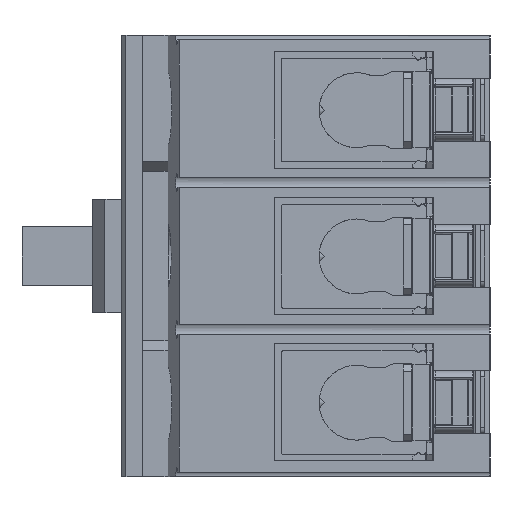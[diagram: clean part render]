
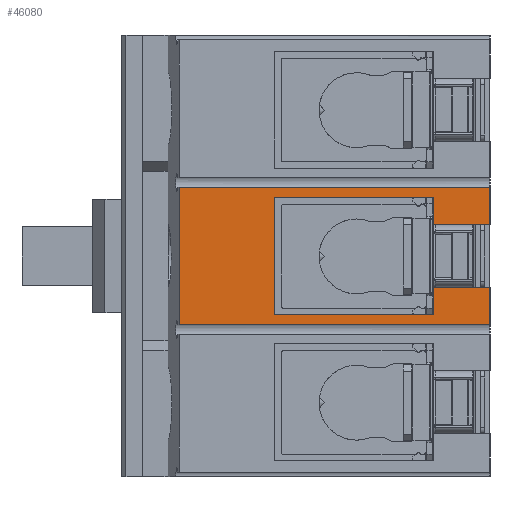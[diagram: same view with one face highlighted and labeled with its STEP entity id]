
A CAD part, left-side view. The second image highlights one B-rep face of the part: STEP entity #46080.
In plain terms, the highlighted planar face has unit normal (-1, 0, 0).
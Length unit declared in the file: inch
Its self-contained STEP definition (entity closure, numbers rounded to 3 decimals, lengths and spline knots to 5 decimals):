
#423 = VECTOR ( 'NONE', #61735, 39.37008 ) ;
#1060 = VECTOR ( 'NONE', #14584, 39.37008 ) ;
#1506 = EDGE_CURVE ( 'NONE', #58174, #4240, #36327, .T. ) ;
#2009 = PLANE ( 'NONE',  #32997 ) ;
#2457 = VECTOR ( 'NONE', #75909, 39.37008 ) ;
#3410 = DIRECTION ( 'NONE',  ( 0., 0., 1. ) ) ;
#4174 = VECTOR ( 'NONE', #53512, 39.37008 ) ;
#4240 = VERTEX_POINT ( 'NONE', #33096 ) ;
#5419 = EDGE_CURVE ( 'NONE', #28111, #58470, #54430, .T. ) ;
#5458 = EDGE_CURVE ( 'NONE', #58470, #58174, #54829, .T. ) ;
#7058 = DIRECTION ( 'NONE',  ( 0., -1., 0. ) ) ;
#7261 = VERTEX_POINT ( 'NONE', #65958 ) ;
#7339 = EDGE_LOOP ( 'NONE', ( #36139, #23120, #46612, #63288, #53559, #70309, #54789, #40989, #10255, #57995, #53126, #50726 ) ) ;
#7360 = CARTESIAN_POINT ( 'NONE',  ( -3.74016, 0., -0.29528 ) ) ;
#9451 = CARTESIAN_POINT ( 'NONE',  ( -3.74016, 0., 0.29528 ) ) ;
#10255 = ORIENTED_EDGE ( 'NONE', *, *, #49356, .T. ) ;
#12805 = CARTESIAN_POINT ( 'NONE',  ( -3.74016, 2.01181, -2.06693 ) ) ;
#12836 = VECTOR ( 'NONE', #7058, 39.37008 ) ;
#13960 = DIRECTION ( 'NONE',  ( -1., 0., 0. ) ) ;
#13964 = CARTESIAN_POINT ( 'NONE',  ( -3.74016, 0., -0.54724 ) ) ;
#14584 = DIRECTION ( 'NONE',  ( 0., 0., -1. ) ) ;
#14725 = DIRECTION ( 'NONE',  ( 0., 0., -1. ) ) ;
#16346 = VERTEX_POINT ( 'NONE', #40681 ) ;
#19207 = VERTEX_POINT ( 'NONE', #69796 ) ;
#23066 = CARTESIAN_POINT ( 'NONE',  ( -3.74016, 0., 0.54724 ) ) ;
#23120 = ORIENTED_EDGE ( 'NONE', *, *, #5458, .T. ) ;
#25189 = CARTESIAN_POINT ( 'NONE',  ( -3.74016, 0., -0.6437 ) ) ;
#26384 = CARTESIAN_POINT ( 'NONE',  ( -3.74016, 0., 0. ) ) ;
#26771 = CARTESIAN_POINT ( 'NONE',  ( -3.74016, 2.01181, -0.54724 ) ) ;
#28111 = VERTEX_POINT ( 'NONE', #66447 ) ;
#28812 = LINE ( 'NONE', #26384, #60396 ) ;
#29224 = LINE ( 'NONE', #23066, #4174 ) ;
#30448 = VECTOR ( 'NONE', #32961, 39.37008 ) ;
#31409 = DIRECTION ( 'NONE',  ( 0., 0., 1. ) ) ;
#31891 = LINE ( 'NONE', #73484, #54335 ) ;
#32470 = VECTOR ( 'NONE', #14725, 39.37008 ) ;
#32961 = DIRECTION ( 'NONE',  ( 0., -1., 0. ) ) ;
#32997 = AXIS2_PLACEMENT_3D ( 'NONE', #72535, #13960, #3410 ) ;
#33096 = CARTESIAN_POINT ( 'NONE',  ( -3.74016, 2.01181, 0.54724 ) ) ;
#33810 = VERTEX_POINT ( 'NONE', #72483 ) ;
#34347 = CARTESIAN_POINT ( 'NONE',  ( -3.74016, 2.90669, 0.6437 ) ) ;
#36139 = ORIENTED_EDGE ( 'NONE', *, *, #5419, .T. ) ;
#36327 = LINE ( 'NONE', #12805, #39319 ) ;
#36375 = LINE ( 'NONE', #25189, #12836 ) ;
#36458 = EDGE_CURVE ( 'NONE', #4240, #7261, #29224, .T. ) ;
#36714 = CARTESIAN_POINT ( 'NONE',  ( -3.74016, 0.52441, -2.06693 ) ) ;
#38113 = VERTEX_POINT ( 'NONE', #63983 ) ;
#38780 = VECTOR ( 'NONE', #47851, 39.37008 ) ;
#39319 = VECTOR ( 'NONE', #59833, 39.37008 ) ;
#40681 = CARTESIAN_POINT ( 'NONE',  ( -3.74016, 2.90669, -0.6437 ) ) ;
#40989 = ORIENTED_EDGE ( 'NONE', *, *, #47864, .T. ) ;
#41093 = DIRECTION ( 'NONE',  ( 0., 0., 1. ) ) ;
#42225 = VECTOR ( 'NONE', #41093, 39.37008 ) ;
#43881 = LINE ( 'NONE', #67377, #1060 ) ;
#44733 = EDGE_CURVE ( 'NONE', #48141, #19207, #74560, .T. ) ;
#46080 = ADVANCED_FACE ( 'NONE', ( #54824 ), #2009, .T. ) ;
#46612 = ORIENTED_EDGE ( 'NONE', *, *, #1506, .T. ) ;
#47851 = DIRECTION ( 'NONE',  ( 0., 1., 0. ) ) ;
#47864 = EDGE_CURVE ( 'NONE', #64165, #51465, #75160, .T. ) ;
#48141 = VERTEX_POINT ( 'NONE', #63889 ) ;
#48581 = EDGE_CURVE ( 'NONE', #19207, #64165, #28812, .T. ) ;
#49356 = EDGE_CURVE ( 'NONE', #51465, #16346, #31891, .T. ) ;
#50373 = DIRECTION ( 'NONE',  ( 0., 0., -1. ) ) ;
#50726 = ORIENTED_EDGE ( 'NONE', *, *, #55278, .T. ) ;
#51465 = VERTEX_POINT ( 'NONE', #34347 ) ;
#51902 = LINE ( 'NONE', #57695, #42225 ) ;
#52090 = LINE ( 'NONE', #7360, #38780 ) ;
#53126 = ORIENTED_EDGE ( 'NONE', *, *, #69923, .T. ) ;
#53512 = DIRECTION ( 'NONE',  ( 0., -1., 0. ) ) ;
#53559 = ORIENTED_EDGE ( 'NONE', *, *, #75627, .T. ) ;
#54335 = VECTOR ( 'NONE', #50373, 39.37008 ) ;
#54430 = LINE ( 'NONE', #36714, #32470 ) ;
#54789 = ORIENTED_EDGE ( 'NONE', *, *, #48581, .T. ) ;
#54824 = FACE_OUTER_BOUND ( 'NONE', #7339, .T. ) ;
#54829 = LINE ( 'NONE', #13964, #423 ) ;
#54888 = EDGE_CURVE ( 'NONE', #16346, #33810, #36375, .T. ) ;
#55278 = EDGE_CURVE ( 'NONE', #38113, #28111, #52090, .T. ) ;
#57695 = CARTESIAN_POINT ( 'NONE',  ( -3.74016, 0., 0. ) ) ;
#57995 = ORIENTED_EDGE ( 'NONE', *, *, #54888, .T. ) ;
#58174 = VERTEX_POINT ( 'NONE', #26771 ) ;
#58470 = VERTEX_POINT ( 'NONE', #62778 ) ;
#59833 = DIRECTION ( 'NONE',  ( 0., 0., 1. ) ) ;
#60396 = VECTOR ( 'NONE', #31409, 39.37008 ) ;
#61735 = DIRECTION ( 'NONE',  ( 0., 1., 0. ) ) ;
#62778 = CARTESIAN_POINT ( 'NONE',  ( -3.74016, 0.52441, -0.54724 ) ) ;
#63288 = ORIENTED_EDGE ( 'NONE', *, *, #36458, .T. ) ;
#63889 = CARTESIAN_POINT ( 'NONE',  ( -3.74016, 0.52441, 0.29528 ) ) ;
#63983 = CARTESIAN_POINT ( 'NONE',  ( -3.74016, 0., -0.29528 ) ) ;
#64165 = VERTEX_POINT ( 'NONE', #65768 ) ;
#65768 = CARTESIAN_POINT ( 'NONE',  ( -3.74016, 0., 0.6437 ) ) ;
#65958 = CARTESIAN_POINT ( 'NONE',  ( -3.74016, 0.52441, 0.54724 ) ) ;
#66447 = CARTESIAN_POINT ( 'NONE',  ( -3.74016, 0.52441, -0.29528 ) ) ;
#67377 = CARTESIAN_POINT ( 'NONE',  ( -3.74016, 0.52441, -2.06693 ) ) ;
#69796 = CARTESIAN_POINT ( 'NONE',  ( -3.74016, 0., 0.29528 ) ) ;
#69923 = EDGE_CURVE ( 'NONE', #33810, #38113, #51902, .T. ) ;
#70309 = ORIENTED_EDGE ( 'NONE', *, *, #44733, .T. ) ;
#72483 = CARTESIAN_POINT ( 'NONE',  ( -3.74016, 0., -0.6437 ) ) ;
#72535 = CARTESIAN_POINT ( 'NONE',  ( -3.74016, 0., -2.06693 ) ) ;
#73484 = CARTESIAN_POINT ( 'NONE',  ( -3.74016, 2.90669, -2.06693 ) ) ;
#74560 = LINE ( 'NONE', #9451, #30448 ) ;
#75160 = LINE ( 'NONE', #75537, #2457 ) ;
#75537 = CARTESIAN_POINT ( 'NONE',  ( -3.74016, 3.01181, 0.6437 ) ) ;
#75627 = EDGE_CURVE ( 'NONE', #7261, #48141, #43881, .T. ) ;
#75909 = DIRECTION ( 'NONE',  ( 0., 1., 0. ) ) ;
